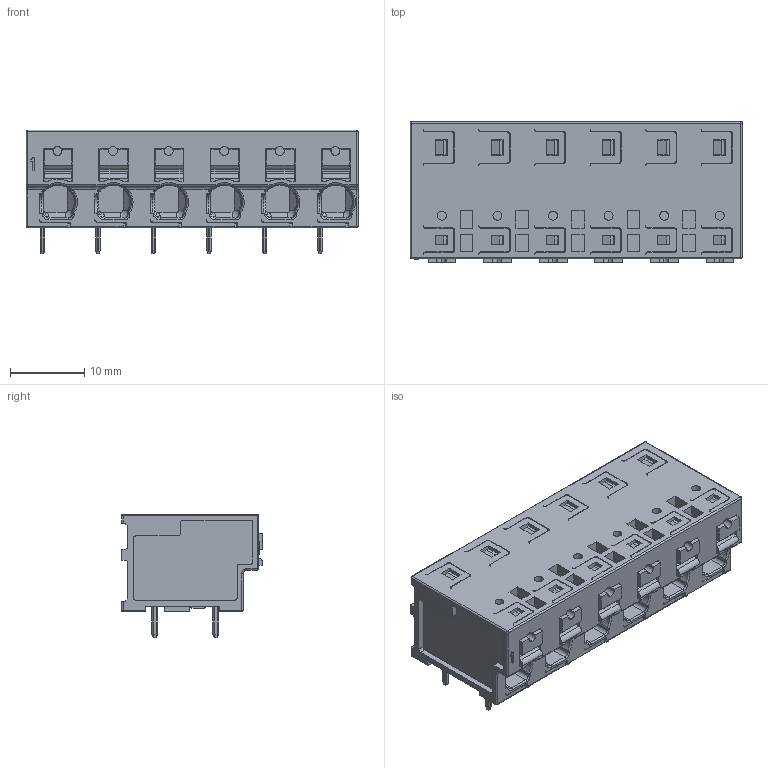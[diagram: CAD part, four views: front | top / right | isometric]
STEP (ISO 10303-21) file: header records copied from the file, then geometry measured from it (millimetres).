
FILE_DESCRIPTION(('CATIA V5 STEP Exchange','CAx-IF Rec.Pracs.--- Model Styling and Organization---1.5--- 2016-08-15','CAx-IF Rec.Pracs.---Supplemental Geometry---1.0---2011-11-01','CAx-IF Rec.Pracs.--- Composite Materials ---1.1---2010-07-15'),'2;1');
FILE_NAME ('2124187-2_0', '2025-12-02T14:32:00+00:00', ('none'), ('Weidmueller'), 'CATIA Version 5-6 Release 2024 SP4', 'CATIA V5 STEP AP214 v3', 'none');
FILE_SCHEMA(('AUTOMOTIVE_DESIGN { 1 0 10303 214 1 1 1 1 }'));
Products named in the file (1): 3124650000
Bounding box: 44.8 x 19 x 16.7 mm (x, y, z)
Volume: 7497.1 mm3; surface area: 8473 mm2
Topology: 1 solids, 3 shells, 2356 faces, 6388 edges, 4133 vertices
Faces by surface type: plane 1579, cylinder 480, bspline 137, extrusion 78, torus 32, sphere 26, cone 24
Entity records: 77774 total; most frequent: CARTESIAN_POINT 22088, ORIENTED_EDGE 12726, DIRECTION 8145, EDGE_CURVE 6363, VECTOR 4734, LINE 4656, VERTEX_POINT 4133, EDGE_LOOP 2536
